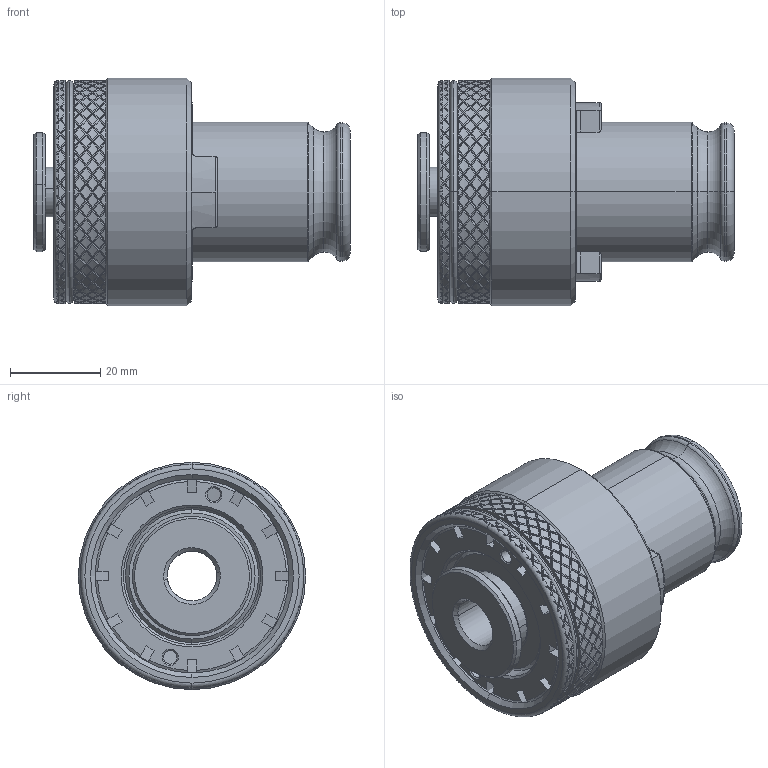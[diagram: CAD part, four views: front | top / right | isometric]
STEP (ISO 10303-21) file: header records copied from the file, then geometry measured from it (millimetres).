
FILE_DESCRIPTION (( 'STEP AP203' ), '1' );
FILE_NAME ('51-S.16.12.1411.STEP', '2019-04-16T05:47:57', ( 'Acer' ), ( '' ), 'SwSTEP 2.0', 'SolidWorks 2018', '' );
FILE_SCHEMA (( 'CONFIG_CONTROL_DESIGN' ));
Length unit declared in the file: millimetre
Products named in the file (1): 51-S.16.12.1411
Bounding box: 70.24 x 50.5 x 50.5 mm (x, y, z)
Surface area: 21238.1 mm2 (no closed solid volume)
Topology: 0 solids, 12 shells, 1666 faces, 4082 edges, 2360 vertices
Faces by surface type: bspline 1142, cylinder 390, plane 62, cone 41, torus 31
Entity records: 63210 total; most frequent: CARTESIAN_POINT 38521, ORIENTED_EDGE 7671, EDGE_CURVE 4080, VERTEX_POINT 2360, DIRECTION 2229, EDGE_LOOP 1681, FACE_OUTER_BOUND 1666, ADVANCED_FACE 1666
